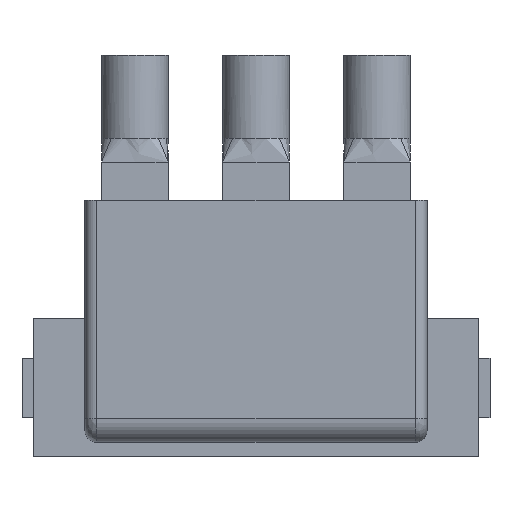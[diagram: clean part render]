
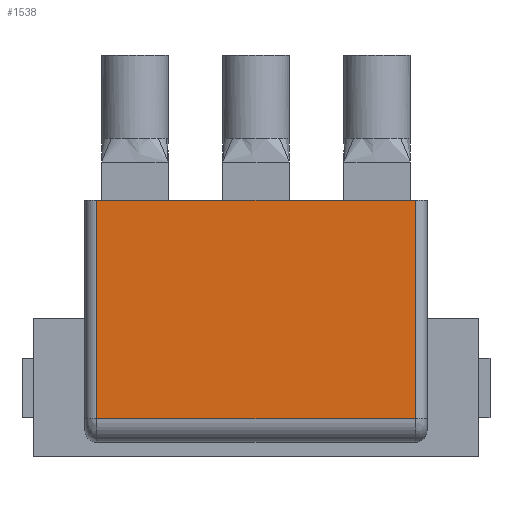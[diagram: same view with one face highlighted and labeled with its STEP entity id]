
A CAD part, top view. The second image highlights one B-rep face of the part: STEP entity #1538.
In plain terms, the highlighted planar face has unit normal (0, 0, 1).
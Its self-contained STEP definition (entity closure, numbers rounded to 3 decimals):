
#150=FACE_OUTER_BOUND('',#227,.T.);
#227=EDGE_LOOP('',(#1370,#1371,#1372,#1373));
#353=LINE('',#2601,#535);
#357=LINE('',#2613,#539);
#360=LINE('',#2620,#542);
#414=LINE('',#2729,#596);
#535=VECTOR('',#1909,10.);
#539=VECTOR('',#1921,10.);
#542=VECTOR('',#1928,10.);
#596=VECTOR('',#2032,10.);
#706=VERTEX_POINT('',#2578);
#708=VERTEX_POINT('',#2592);
#715=VERTEX_POINT('',#2611);
#716=VERTEX_POINT('',#2616);
#900=EDGE_CURVE('',#708,#706,#353,.T.);
#906=EDGE_CURVE('',#715,#708,#357,.T.);
#910=EDGE_CURVE('',#706,#716,#360,.T.);
#965=EDGE_CURVE('',#716,#715,#414,.T.);
#1370=ORIENTED_EDGE('',*,*,#906,.F.);
#1371=ORIENTED_EDGE('',*,*,#965,.F.);
#1372=ORIENTED_EDGE('',*,*,#910,.F.);
#1373=ORIENTED_EDGE('',*,*,#900,.F.);
#1462=PLANE('',#1653);
#1538=ADVANCED_FACE('',(#150),#1462,.T.);
#1653=AXIS2_PLACEMENT_3D('',#2728,#2030,#2031);
#1909=DIRECTION('',(-1.,0.,0.));
#1921=DIRECTION('',(0.,-1.,0.));
#1928=DIRECTION('',(0.,1.,0.));
#2030=DIRECTION('center_axis',(0.,0.,1.));
#2031=DIRECTION('ref_axis',(0.,-1.,0.));
#2032=DIRECTION('',(1.,0.,0.));
#2578=CARTESIAN_POINT('',(-6.7,-1.3,7.3));
#2592=CARTESIAN_POINT('',(6.7,-1.3,7.3));
#2601=CARTESIAN_POINT('',(0.,-1.3,7.3));
#2611=CARTESIAN_POINT('',(6.7,7.9,7.3));
#2613=CARTESIAN_POINT('',(6.7,5.35,7.3));
#2616=CARTESIAN_POINT('',(-6.7,7.9,7.3));
#2620=CARTESIAN_POINT('',(-6.7,5.35,7.3));
#2728=CARTESIAN_POINT('Origin',(0.,7.9,7.3));
#2729=CARTESIAN_POINT('',(0.,7.9,7.3));
